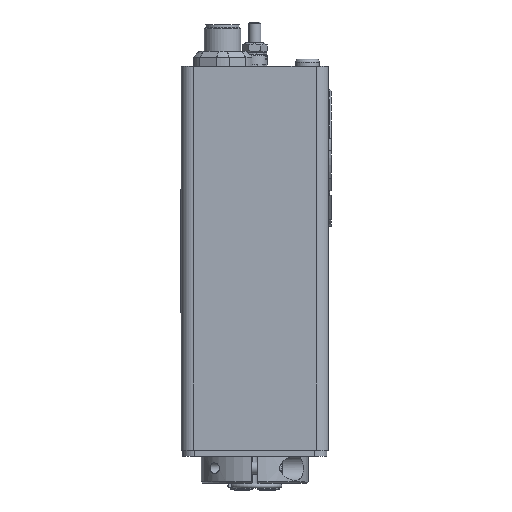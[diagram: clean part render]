
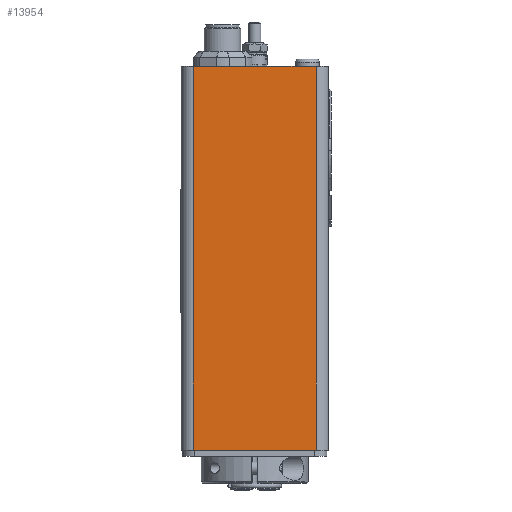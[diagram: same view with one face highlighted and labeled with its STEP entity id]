
A CAD part, left-side view. The second image highlights one B-rep face of the part: STEP entity #13954.
In plain terms, the highlighted planar face has unit normal (-1, 0, 0).
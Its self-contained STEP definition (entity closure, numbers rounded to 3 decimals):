
#1390=FACE_OUTER_BOUND('',#2181,.T.);
#2181=EDGE_LOOP('',(#11348,#11349,#11350,#11351));
#2948=LINE('',#19446,#4069);
#3013=LINE('',#19775,#4134);
#3669=LINE('',#24424,#4790);
#3711=LINE('',#24868,#4832);
#4069=VECTOR('',#15834,10.);
#4134=VECTOR('',#16189,10.);
#4790=VECTOR('',#17415,10.);
#4832=VECTOR('',#17567,10.);
#5318=VERTEX_POINT('',#19444);
#5319=VERTEX_POINT('',#19445);
#5438=VERTEX_POINT('',#19773);
#6106=VERTEX_POINT('',#24422);
#6714=EDGE_CURVE('',#5318,#5319,#2948,.T.);
#6873=EDGE_CURVE('',#5438,#5319,#3013,.T.);
#7876=EDGE_CURVE('',#6106,#5438,#3669,.T.);
#7991=EDGE_CURVE('',#6106,#5318,#3711,.T.);
#11348=ORIENTED_EDGE('',*,*,#6873,.F.);
#11349=ORIENTED_EDGE('',*,*,#7876,.F.);
#11350=ORIENTED_EDGE('',*,*,#7991,.T.);
#11351=ORIENTED_EDGE('',*,*,#6714,.T.);
#12591=PLANE('',#14899);
#13954=ADVANCED_FACE('',(#1390),#12591,.T.);
#14899=AXIS2_PLACEMENT_3D('',#24867,#17565,#17566);
#15834=DIRECTION('',(0.,1.,0.));
#16189=DIRECTION('',(0.,0.,1.));
#17415=DIRECTION('',(0.,1.,0.));
#17565=DIRECTION('center_axis',(-1.,0.,0.));
#17566=DIRECTION('ref_axis',(0.,0.,1.));
#17567=DIRECTION('',(0.,0.,1.));
#19444=CARTESIAN_POINT('',(0.,4.,125.));
#19445=CARTESIAN_POINT('',(0.,44.,125.));
#19446=CARTESIAN_POINT('',(0.,4.,125.));
#19773=CARTESIAN_POINT('',(0.,44.,0.));
#19775=CARTESIAN_POINT('',(0.,44.,0.));
#24422=CARTESIAN_POINT('',(0.,4.,0.));
#24424=CARTESIAN_POINT('',(0.,4.,0.));
#24867=CARTESIAN_POINT('Origin',(0.,4.,0.));
#24868=CARTESIAN_POINT('',(0.,4.,0.));
